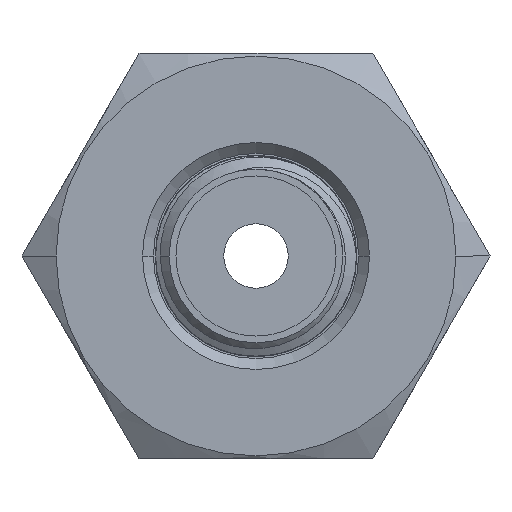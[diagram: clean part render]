
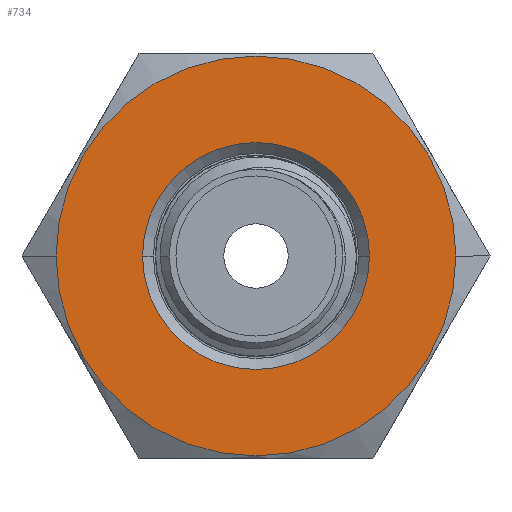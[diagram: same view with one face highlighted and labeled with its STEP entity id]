
A CAD part, left-side view. The second image highlights one B-rep face of the part: STEP entity #734.
In plain terms, the highlighted planar face has unit normal (-1, 0, 0).
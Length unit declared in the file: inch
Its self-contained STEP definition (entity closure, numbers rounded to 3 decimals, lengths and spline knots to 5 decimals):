
#131 = EDGE_LOOP ( 'NONE', ( #3047, #3049 ) ) ;
#734 = ADVANCED_FACE ( 'NONE', ( #1316, #1310 ), #1750, .T. ) ;
#1310 = FACE_OUTER_BOUND ( 'NONE', #131, .T. ) ;
#1316 = FACE_BOUND ( 'NONE', #3426, .T. ) ;
#1747 = DIRECTION ( 'NONE',  ( 0., -1., 0. ) ) ;
#1748 = DIRECTION ( 'NONE',  ( -1., 0., 0. ) ) ;
#1750 = PLANE ( 'NONE',  #5311 ) ;
#1751 = CARTESIAN_POINT ( 'NONE',  ( -1.1325, 0.315, 0. ) ) ;
#2752 = AXIS2_PLACEMENT_3D ( 'NONE', #4220, #4221, #4222 ) ;
#2757 = AXIS2_PLACEMENT_3D ( 'NONE', #4648, #4649, #4650 ) ;
#3045 = ORIENTED_EDGE ( 'NONE', *, *, #6725, .T. ) ;
#3046 = ORIENTED_EDGE ( 'NONE', *, *, #5275, .T. ) ;
#3047 = ORIENTED_EDGE ( 'NONE', *, *, #6731, .F. ) ;
#3049 = ORIENTED_EDGE ( 'NONE', *, *, #5245, .F. ) ;
#3409 = VERTEX_POINT ( 'NONE', #6461 ) ;
#3414 = VERTEX_POINT ( 'NONE', #6466 ) ;
#3426 = EDGE_LOOP ( 'NONE', ( #3045, #3046 ) ) ;
#4220 = CARTESIAN_POINT ( 'NONE',  ( -1.1325, 0., 0. ) ) ;
#4221 = DIRECTION ( 'NONE',  ( 1., 0., 0. ) ) ;
#4222 = DIRECTION ( 'NONE',  ( 0., 1., 0. ) ) ;
#4456 = CIRCLE ( 'NONE', #2752, 0.555 ) ;
#4494 = CIRCLE ( 'NONE', #2757, 0.315 ) ;
#4648 = CARTESIAN_POINT ( 'NONE',  ( -1.1325, 0., 0. ) ) ;
#4649 = DIRECTION ( 'NONE',  ( 1., 0., 0. ) ) ;
#4650 = DIRECTION ( 'NONE',  ( 0., 1., 0. ) ) ;
#5245 = EDGE_CURVE ( 'NONE', #7966, #3414, #4456, .T. ) ;
#5275 = EDGE_CURVE ( 'NONE', #3409, #7991, #4494, .T. ) ;
#5311 = AXIS2_PLACEMENT_3D ( 'NONE', #1751, #1748, #1747 ) ;
#5901 = CARTESIAN_POINT ( 'NONE',  ( -1.1325, 0., 0. ) ) ;
#5902 = DIRECTION ( 'NONE',  ( 1., 0., 0. ) ) ;
#5903 = DIRECTION ( 'NONE',  ( 0., 1., 0. ) ) ;
#5917 = CARTESIAN_POINT ( 'NONE',  ( -1.1325, 0., 0. ) ) ;
#5918 = DIRECTION ( 'NONE',  ( 1., 0., 0. ) ) ;
#5919 = DIRECTION ( 'NONE',  ( 0., 1., 0. ) ) ;
#5992 = CARTESIAN_POINT ( 'NONE',  ( -1.1325, -0.555, 0. ) ) ;
#6017 = CARTESIAN_POINT ( 'NONE',  ( -1.1325, -0.315, 0. ) ) ;
#6184 = CIRCLE ( 'NONE', #6223, 0.315 ) ;
#6192 = CIRCLE ( 'NONE', #6226, 0.555 ) ;
#6223 = AXIS2_PLACEMENT_3D ( 'NONE', #5901, #5902, #5903 ) ;
#6226 = AXIS2_PLACEMENT_3D ( 'NONE', #5917, #5918, #5919 ) ;
#6461 = CARTESIAN_POINT ( 'NONE',  ( -1.1325, 0.315, 0. ) ) ;
#6466 = CARTESIAN_POINT ( 'NONE',  ( -1.1325, 0.555, 0. ) ) ;
#6725 = EDGE_CURVE ( 'NONE', #7991, #3409, #6184, .T. ) ;
#6731 = EDGE_CURVE ( 'NONE', #3414, #7966, #6192, .T. ) ;
#7966 = VERTEX_POINT ( 'NONE', #5992 ) ;
#7991 = VERTEX_POINT ( 'NONE', #6017 ) ;
